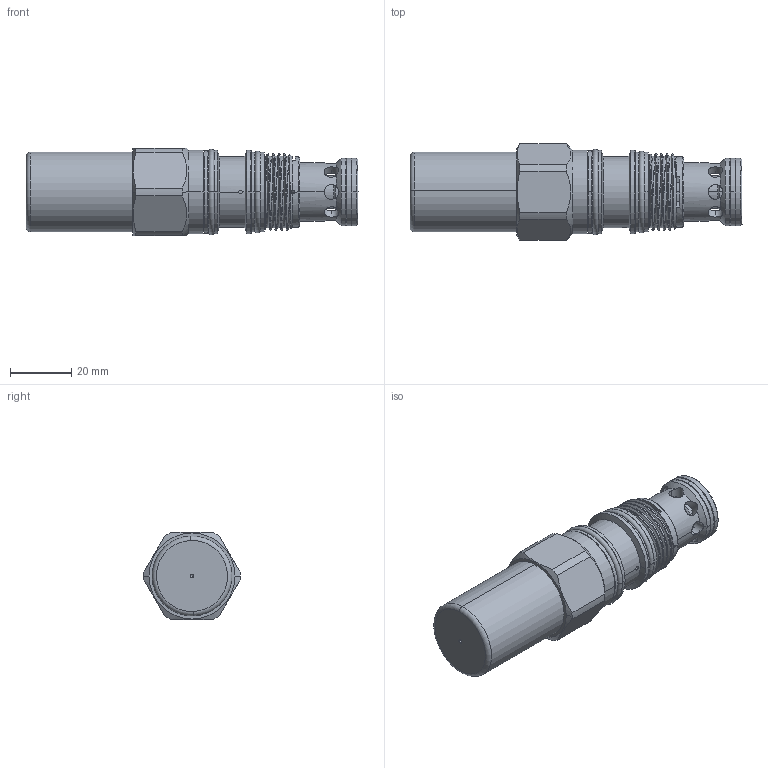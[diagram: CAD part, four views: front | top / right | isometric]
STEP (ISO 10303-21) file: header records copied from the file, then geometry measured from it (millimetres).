
FILE_DESCRIPTION (( 'STEP AP203' ), '1' );
FILE_NAME ('RV2A3G-C-85.STEP', '2020-03-24T08:05:33', ( '' ), ( '' ), 'SwSTEP 2.0', 'SolidWorks 2018', '' );
FILE_SCHEMA (( 'CONFIG_CONTROL_DESIGN' ));
Products named in the file (1): RV2A3G-C-85
Bounding box: 108.77 x 31.6 x 28.57 mm (x, y, z)
Volume: 45192.8 mm3; surface area: 19411.1 mm2
Topology: 5 solids, 5 shells, 752 faces, 2100 edges, 1335 vertices
Faces by surface type: cylinder 563, plane 72, cone 64, torus 40, bspline 7, sphere 6
Entity records: 54076 total; most frequent: CARTESIAN_POINT 35675, ORIENTED_EDGE 4196, DIRECTION 3009, EDGE_CURVE 2098, VERTEX_POINT 1335, AXIS2_PLACEMENT_3D 1165, EDGE_LOOP 1149, B_SPLINE_CURVE_WITH_KNOTS 937
